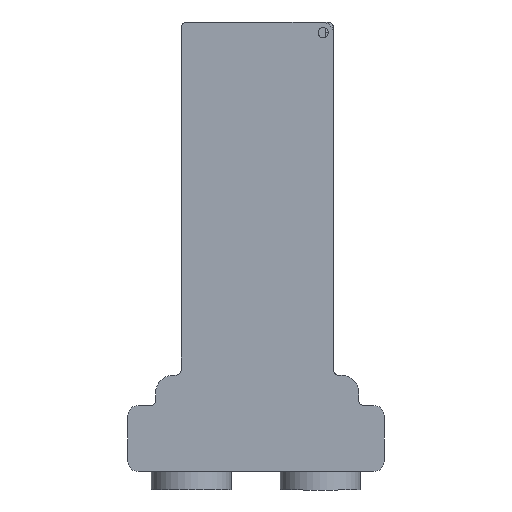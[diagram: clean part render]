
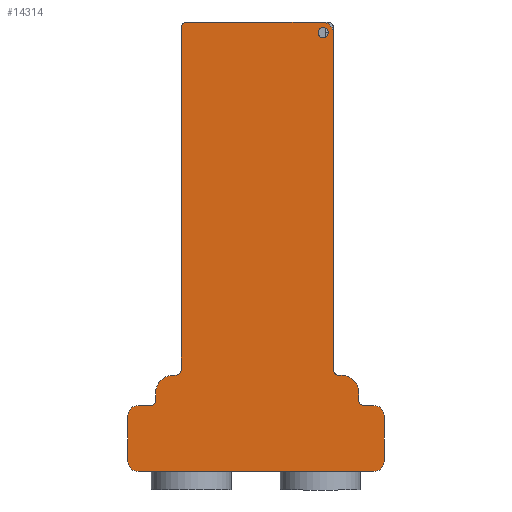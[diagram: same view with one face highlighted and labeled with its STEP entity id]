
A CAD part, front view. The second image highlights one B-rep face of the part: STEP entity #14314.
In plain terms, the highlighted planar face has unit normal (0, -1, 0).
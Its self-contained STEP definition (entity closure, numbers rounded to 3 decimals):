
#689=FACE_BOUND('',#2585,.T.);
#1029=CIRCLE('',#15683,3.5);
#1031=CIRCLE('',#15686,1.);
#1032=CIRCLE('',#15687,2.);
#1033=CIRCLE('',#15688,1.);
#1034=CIRCLE('',#15689,1.);
#1035=CIRCLE('',#15690,3.5);
#1036=CIRCLE('',#15691,1.);
#1037=CIRCLE('',#15692,2.);
#1038=CIRCLE('',#15693,2.);
#1039=CIRCLE('',#15694,2.);
#1040=CIRCLE('',#15695,2.);
#1041=CIRCLE('',#15696,1.);
#1042=CIRCLE('',#15697,1.);
#1634=FACE_OUTER_BOUND('',#2584,.T.);
#2584=EDGE_LOOP('',(#11564,#11565,#11566,#11567,#11568,#11569,#11570,#11571,
#11572,#11573,#11574,#11575,#11576,#11577,#11578,#11579,#11580,#11581,#11582,
#11583,#11584,#11585,#11586,#11587));
#2585=EDGE_LOOP('',(#11588));
#3752=LINE('',#23019,#5281);
#3753=LINE('',#23023,#5282);
#3754=LINE('',#23027,#5283);
#3755=LINE('',#23031,#5284);
#3756=LINE('',#23035,#5285);
#3757=LINE('',#23039,#5286);
#3758=LINE('',#23043,#5287);
#3759=LINE('',#23047,#5288);
#3760=LINE('',#23051,#5289);
#3761=LINE('',#23055,#5290);
#3762=LINE('',#23059,#5291);
#3763=LINE('',#23062,#5292);
#5281=VECTOR('',#18607,10.);
#5282=VECTOR('',#18610,10.);
#5283=VECTOR('',#18613,10.);
#5284=VECTOR('',#18616,10.);
#5285=VECTOR('',#18619,10.);
#5286=VECTOR('',#18622,10.);
#5287=VECTOR('',#18625,10.);
#5288=VECTOR('',#18628,10.);
#5289=VECTOR('',#18631,10.);
#5290=VECTOR('',#18634,10.);
#5291=VECTOR('',#18637,10.);
#5292=VECTOR('',#18640,10.);
#6755=VERTEX_POINT('',#23009);
#6756=VERTEX_POINT('',#23010);
#6759=VERTEX_POINT('',#23018);
#6760=VERTEX_POINT('',#23020);
#6761=VERTEX_POINT('',#23022);
#6762=VERTEX_POINT('',#23024);
#6763=VERTEX_POINT('',#23026);
#6764=VERTEX_POINT('',#23028);
#6765=VERTEX_POINT('',#23030);
#6766=VERTEX_POINT('',#23032);
#6767=VERTEX_POINT('',#23034);
#6768=VERTEX_POINT('',#23036);
#6769=VERTEX_POINT('',#23038);
#6770=VERTEX_POINT('',#23040);
#6771=VERTEX_POINT('',#23042);
#6772=VERTEX_POINT('',#23044);
#6773=VERTEX_POINT('',#23046);
#6774=VERTEX_POINT('',#23048);
#6775=VERTEX_POINT('',#23050);
#6776=VERTEX_POINT('',#23052);
#6777=VERTEX_POINT('',#23054);
#6778=VERTEX_POINT('',#23056);
#6779=VERTEX_POINT('',#23058);
#6780=VERTEX_POINT('',#23060);
#6781=VERTEX_POINT('',#23063);
#8449=EDGE_CURVE('',#6755,#6756,#1029,.T.);
#8453=EDGE_CURVE('',#6759,#6755,#3752,.T.);
#8454=EDGE_CURVE('',#6760,#6759,#1031,.T.);
#8455=EDGE_CURVE('',#6760,#6761,#3753,.T.);
#8456=EDGE_CURVE('',#6762,#6761,#1032,.T.);
#8457=EDGE_CURVE('',#6762,#6763,#3754,.T.);
#8458=EDGE_CURVE('',#6764,#6763,#1033,.T.);
#8459=EDGE_CURVE('',#6765,#6764,#3755,.T.);
#8460=EDGE_CURVE('',#6766,#6765,#1034,.T.);
#8461=EDGE_CURVE('',#6766,#6767,#3756,.T.);
#8462=EDGE_CURVE('',#6768,#6767,#1035,.T.);
#8463=EDGE_CURVE('',#6769,#6768,#3757,.T.);
#8464=EDGE_CURVE('',#6770,#6769,#1036,.T.);
#8465=EDGE_CURVE('',#6771,#6770,#3758,.T.);
#8466=EDGE_CURVE('',#6772,#6771,#1037,.T.);
#8467=EDGE_CURVE('',#6772,#6773,#3759,.T.);
#8468=EDGE_CURVE('',#6774,#6773,#1038,.T.);
#8469=EDGE_CURVE('',#6775,#6774,#3760,.T.);
#8470=EDGE_CURVE('',#6776,#6775,#1039,.T.);
#8471=EDGE_CURVE('',#6776,#6777,#3761,.T.);
#8472=EDGE_CURVE('',#6778,#6777,#1040,.T.);
#8473=EDGE_CURVE('',#6778,#6779,#3762,.T.);
#8474=EDGE_CURVE('',#6780,#6779,#1041,.T.);
#8475=EDGE_CURVE('',#6756,#6780,#3763,.T.);
#8476=EDGE_CURVE('',#6781,#6781,#1042,.T.);
#11564=ORIENTED_EDGE('',*,*,#8449,.F.);
#11565=ORIENTED_EDGE('',*,*,#8453,.F.);
#11566=ORIENTED_EDGE('',*,*,#8454,.F.);
#11567=ORIENTED_EDGE('',*,*,#8455,.T.);
#11568=ORIENTED_EDGE('',*,*,#8456,.F.);
#11569=ORIENTED_EDGE('',*,*,#8457,.T.);
#11570=ORIENTED_EDGE('',*,*,#8458,.F.);
#11571=ORIENTED_EDGE('',*,*,#8459,.F.);
#11572=ORIENTED_EDGE('',*,*,#8460,.F.);
#11573=ORIENTED_EDGE('',*,*,#8461,.T.);
#11574=ORIENTED_EDGE('',*,*,#8462,.F.);
#11575=ORIENTED_EDGE('',*,*,#8463,.F.);
#11576=ORIENTED_EDGE('',*,*,#8464,.F.);
#11577=ORIENTED_EDGE('',*,*,#8465,.F.);
#11578=ORIENTED_EDGE('',*,*,#8466,.F.);
#11579=ORIENTED_EDGE('',*,*,#8467,.T.);
#11580=ORIENTED_EDGE('',*,*,#8468,.F.);
#11581=ORIENTED_EDGE('',*,*,#8469,.F.);
#11582=ORIENTED_EDGE('',*,*,#8470,.F.);
#11583=ORIENTED_EDGE('',*,*,#8471,.T.);
#11584=ORIENTED_EDGE('',*,*,#8472,.F.);
#11585=ORIENTED_EDGE('',*,*,#8473,.T.);
#11586=ORIENTED_EDGE('',*,*,#8474,.F.);
#11587=ORIENTED_EDGE('',*,*,#8475,.F.);
#11588=ORIENTED_EDGE('',*,*,#8476,.T.);
#13571=PLANE('',#15685);
#14314=ADVANCED_FACE('',(#1634,#689),#13571,.F.);
#15683=AXIS2_PLACEMENT_3D('',#23011,#18599,#18600);
#15685=AXIS2_PLACEMENT_3D('',#23017,#18605,#18606);
#15686=AXIS2_PLACEMENT_3D('',#23021,#18608,#18609);
#15687=AXIS2_PLACEMENT_3D('',#23025,#18611,#18612);
#15688=AXIS2_PLACEMENT_3D('',#23029,#18614,#18615);
#15689=AXIS2_PLACEMENT_3D('',#23033,#18617,#18618);
#15690=AXIS2_PLACEMENT_3D('',#23037,#18620,#18621);
#15691=AXIS2_PLACEMENT_3D('',#23041,#18623,#18624);
#15692=AXIS2_PLACEMENT_3D('',#23045,#18626,#18627);
#15693=AXIS2_PLACEMENT_3D('',#23049,#18629,#18630);
#15694=AXIS2_PLACEMENT_3D('',#23053,#18632,#18633);
#15695=AXIS2_PLACEMENT_3D('',#23057,#18635,#18636);
#15696=AXIS2_PLACEMENT_3D('',#23061,#18638,#18639);
#15697=AXIS2_PLACEMENT_3D('',#23064,#18641,#18642);
#18599=DIRECTION('center_axis',(0.,1.,0.));
#18600=DIRECTION('ref_axis',(0.707,0.,0.707));
#18605=DIRECTION('center_axis',(0.,1.,0.));
#18606=DIRECTION('ref_axis',(0.,0.,1.));
#18607=DIRECTION('',(1.,0.,0.));
#18608=DIRECTION('center_axis',(0.,-1.,0.));
#18609=DIRECTION('ref_axis',(-0.707,0.,-0.707));
#18610=DIRECTION('',(0.,0.,1.));
#18611=DIRECTION('center_axis',(0.,1.,0.));
#18612=DIRECTION('ref_axis',(0.707,0.,0.707));
#18613=DIRECTION('',(-1.,0.,0.));
#18614=DIRECTION('center_axis',(0.,1.,0.));
#18615=DIRECTION('ref_axis',(-0.707,0.,0.707));
#18616=DIRECTION('',(0.,0.,1.));
#18617=DIRECTION('center_axis',(0.,-1.,0.));
#18618=DIRECTION('ref_axis',(0.707,0.,-0.707));
#18619=DIRECTION('',(-1.,0.,0.));
#18620=DIRECTION('center_axis',(0.,1.,0.));
#18621=DIRECTION('ref_axis',(-0.707,0.,0.707));
#18622=DIRECTION('',(0.,0.,1.));
#18623=DIRECTION('center_axis',(0.,-1.,0.));
#18624=DIRECTION('ref_axis',(0.707,0.,-0.707));
#18625=DIRECTION('',(1.,0.,0.));
#18626=DIRECTION('center_axis',(0.,1.,0.));
#18627=DIRECTION('ref_axis',(-0.707,0.,0.707));
#18628=DIRECTION('',(0.,0.,-1.));
#18629=DIRECTION('center_axis',(0.,1.,0.));
#18630=DIRECTION('ref_axis',(-0.707,0.,-0.707));
#18631=DIRECTION('',(-1.,0.,0.));
#18632=DIRECTION('center_axis',(0.,1.,0.));
#18633=DIRECTION('ref_axis',(0.707,0.,-0.707));
#18634=DIRECTION('',(0.,0.,1.));
#18635=DIRECTION('center_axis',(0.,1.,0.));
#18636=DIRECTION('ref_axis',(0.707,0.,0.707));
#18637=DIRECTION('',(-1.,0.,0.));
#18638=DIRECTION('center_axis',(0.,-1.,0.));
#18639=DIRECTION('ref_axis',(-0.707,0.,-0.707));
#18640=DIRECTION('',(0.,0.,-1.));
#18641=DIRECTION('center_axis',(0.,1.,0.));
#18642=DIRECTION('ref_axis',(0.,0.,-1.));
#23009=CARTESIAN_POINT('',(16.5,-5.4,6.));
#23010=CARTESIAN_POINT('',(20.,-5.4,2.5));
#23011=CARTESIAN_POINT('Origin',(16.5,-5.4,2.5));
#23017=CARTESIAN_POINT('Origin',(0.,-5.4,20.));
#23018=CARTESIAN_POINT('',(16.,-5.4,6.));
#23019=CARTESIAN_POINT('',(19.5,-5.4,6.));
#23020=CARTESIAN_POINT('',(15.,-5.4,7.));
#23021=CARTESIAN_POINT('Origin',(16.,-5.4,7.));
#23022=CARTESIAN_POINT('',(15.,-5.4,73.5));
#23023=CARTESIAN_POINT('',(15.,-5.4,20.));
#23024=CARTESIAN_POINT('',(13.,-5.4,75.5));
#23025=CARTESIAN_POINT('Origin',(13.,-5.4,73.5));
#23026=CARTESIAN_POINT('',(-14.,-5.4,75.5));
#23027=CARTESIAN_POINT('',(0.,-5.4,75.5));
#23028=CARTESIAN_POINT('',(-15.,-5.4,74.5));
#23029=CARTESIAN_POINT('Origin',(-14.,-5.4,74.5));
#23030=CARTESIAN_POINT('',(-15.,-5.4,7.));
#23031=CARTESIAN_POINT('',(-15.,-5.4,20.));
#23032=CARTESIAN_POINT('',(-16.,-5.4,6.));
#23033=CARTESIAN_POINT('Origin',(-16.,-5.4,7.));
#23034=CARTESIAN_POINT('',(-16.519,-5.4,6.));
#23035=CARTESIAN_POINT('',(-16.76,-5.4,6.));
#23036=CARTESIAN_POINT('',(-20.019,-5.4,2.5));
#23037=CARTESIAN_POINT('Origin',(-16.519,-5.4,2.5));
#23038=CARTESIAN_POINT('',(-20.019,-5.4,1.));
#23039=CARTESIAN_POINT('',(-20.019,-5.4,11.5));
#23040=CARTESIAN_POINT('',(-21.019,-5.4,0.));
#23041=CARTESIAN_POINT('Origin',(-21.019,-5.4,1.));
#23042=CARTESIAN_POINT('',(-23.5,-5.4,0.));
#23043=CARTESIAN_POINT('',(-18.875,-5.4,0.));
#23044=CARTESIAN_POINT('',(-25.5,-5.4,-2.));
#23045=CARTESIAN_POINT('Origin',(-23.5,-5.4,-2.));
#23046=CARTESIAN_POINT('',(-25.5,-5.4,-11.));
#23047=CARTESIAN_POINT('',(-25.5,-5.4,6.75));
#23048=CARTESIAN_POINT('',(-23.5,-5.4,-13.));
#23049=CARTESIAN_POINT('Origin',(-23.5,-5.4,-11.));
#23050=CARTESIAN_POINT('',(23.,-5.4,-13.));
#23051=CARTESIAN_POINT('',(-18.875,-5.4,-13.));
#23052=CARTESIAN_POINT('',(25.,-5.4,-11.));
#23053=CARTESIAN_POINT('Origin',(23.,-5.4,-11.));
#23054=CARTESIAN_POINT('',(25.,-5.4,-2.));
#23055=CARTESIAN_POINT('',(25.,-5.4,6.75));
#23056=CARTESIAN_POINT('',(23.,-5.4,0.));
#23057=CARTESIAN_POINT('Origin',(23.,-5.4,-2.));
#23058=CARTESIAN_POINT('',(21.,-5.4,0.));
#23059=CARTESIAN_POINT('',(-6.25,-5.4,0.));
#23060=CARTESIAN_POINT('',(20.,-5.4,1.));
#23061=CARTESIAN_POINT('Origin',(21.,-5.4,1.));
#23062=CARTESIAN_POINT('',(20.,-5.4,1.75));
#23063=CARTESIAN_POINT('',(13.,-5.4,74.5));
#23064=CARTESIAN_POINT('Origin',(13.,-5.4,73.5));
